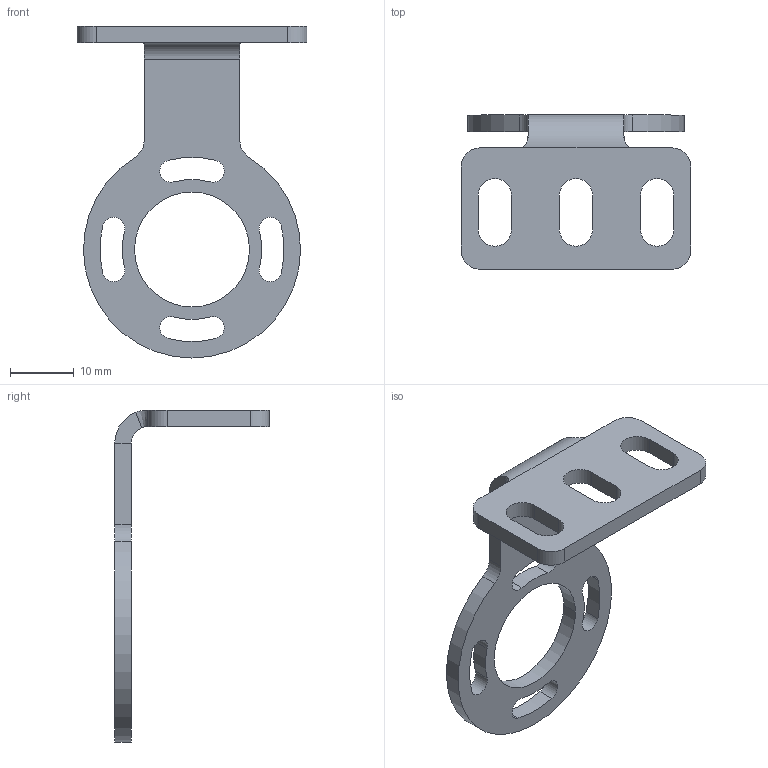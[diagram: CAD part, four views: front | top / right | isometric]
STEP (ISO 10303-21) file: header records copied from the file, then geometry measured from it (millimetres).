
FILE_DESCRIPTION((''),'2;1');
FILE_NAME('206956_ASM','2018-05-25T',('pdmadmin'),('BANNER ENGINEERING'),'CREO PARAMETRIC BY PTC INC, 2016260','CREO PARAMETRIC BY PTC INC, 2016260','');
FILE_SCHEMA(('CONFIG_CONTROL_DESIGN'));
Length unit declared in the file: millimetre
Products named in the file (2): 198507; 206956_ASM
Assembly tree (1 placements, depth 2):
  206956_ASM
    198507
Bounding box: 36 x 24.2 x 52 mm (x, y, z)
Volume: 3495.5 mm3; surface area: 3873.8 mm2
Topology: 1 solids, 1 shells, 54 faces, 148 edges, 96 vertices
Faces by surface type: cylinder 33, plane 19, bspline 2
Entity records: 1917 total; most frequent: CARTESIAN_POINT 399, DIRECTION 320, ORIENTED_EDGE 296, EDGE_CURVE 148, AXIS2_PLACEMENT_3D 121, VERTEX_POINT 96, VECTOR 78, LINE 78
